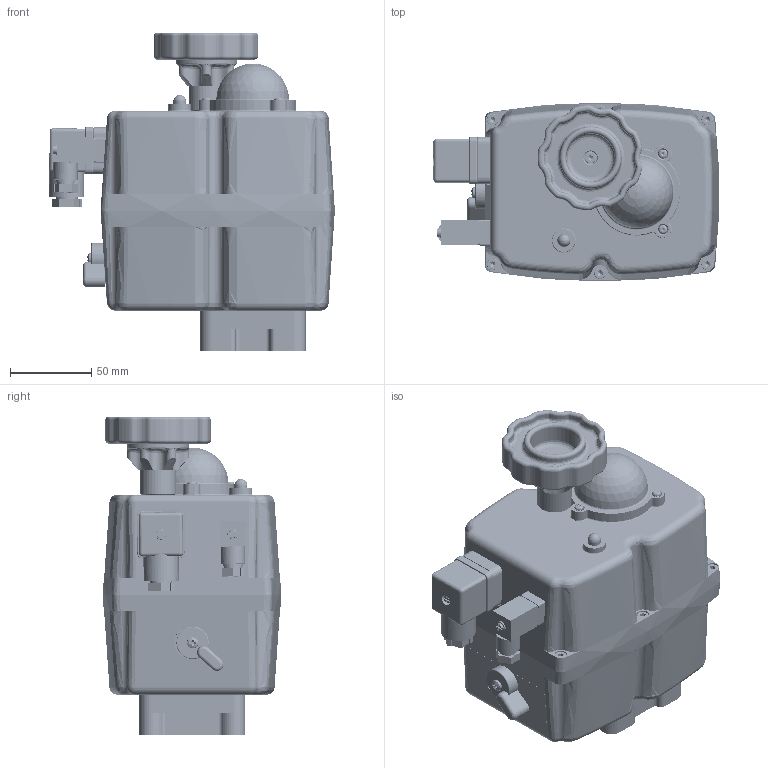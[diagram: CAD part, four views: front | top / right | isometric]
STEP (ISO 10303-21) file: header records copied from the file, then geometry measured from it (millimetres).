
FILE_DESCRIPTION((''),'2;1');
FILE_NAME('J3C_55 CUPULA.stp','2011-10-07T13:28:20',(''),(''),'Mechanical Desktop 2008','Mechanical Desktop 2008',', , ');
FILE_SCHEMA(('CONFIG_CONTROL_DESIGN'));
Length unit declared in the file: millimetre
Products named in the file (47): J3_55 CUPULA; TUERCA M-4; DESEMBRAGUE EXT 020; TORNILLO DIN7505B 4X16 TIRAFONDOS; TAPA J3 AM CUPULA-3-1_1; CLAVIJA GRAND; CLAVIJA PETITA; CONECTOR GRAN JUNT; RÁCORD D10,5; ARANDELA D10XD13; JUNTA D6,5X13X5; JUNTA CUADRADA 40; ENCHUFE GRANDE; TORNILLO M3X29; CUERPO~2; CONECTOR PETIT JUNT; RÁCORD D7,5; ARANDELA D7,5XD11; JUNTA D6XD11X4; JUNTA 15X15X1; TORNILLO M3X25; CUERPO PEQUEÑO; ENCHUFE PEQUEÑO; CUPULA DEF 3D; TORNILLO TT85T 3X6; TORNILLO BROCHADO DE CABEZA DE BOTÓN HEXAGONAL HUECA - MÉTRICO - ANSI B18.3.4M - M3 X 0.5 X 6; ~DIBUJO1; ~TORNILLO BROCHADO DE CABEZA DE BOTÓN HEXAGONAL HUECA - MÉTRICO - ANSI B18.3.4M - M3 X 0.5 X 6; ~~DIBUJO1; ~~TORNILLO BROCHADO DE CABEZA DE BOTÓN HEXAGONAL HUECA - MÉTRICO - ANSI B18.3.4M - M3 X 0.5 X 6; ULL DE BOU; VOLANTE J 55; TORNILLO 912 M-4X20; TORNILLO 912 M-4X12; ~TORNILLO 912 M-4X12; ~~TORNILLO 912 M-4X12; ~~~TORNILLO 912 M-4X12; ~~~~TORNILLO 912 M-4X12; ~~~~~TORNILLO 912 M-4X12; CARTER J355 ...
Assembly tree (53 placements, depth 3):
  J3_55 CUPULA
    TUERCA M-4  x6
    DESEMBRAGUE EXT 020
    TORNILLO DIN7505B 4X16 TIRAFONDOS
    TAPA J3 AM CUPULA-3-1_1
    CLAVIJA GRAND
    CLAVIJA PETITA
    CONECTOR GRAN JUNT
      RÁCORD D10,5
      ARANDELA D10XD13
      JUNTA D6,5X13X5
      JUNTA CUADRADA 40
      ENCHUFE GRANDE
      TORNILLO M3X29
      CUERPO~2
    CONECTOR PETIT JUNT
      RÁCORD D7,5
      ARANDELA D7,5XD11
      JUNTA D6XD11X4
      JUNTA 15X15X1
      TORNILLO M3X25
      CUERPO PEQUEÑO
      ENCHUFE PEQUEÑO
    CUPULA DEF 3D
    TORNILLO TT85T 3X6
    TORNILLO BROCHADO DE CABEZA DE BOTÓN HEXAGONAL HUECA - MÉTRICO - ANSI B18.3.4M - M3 X 0.5 X 6
    ~DIBUJO1
    ~TORNILLO BROCHADO DE CABEZA DE BOTÓN HEXAGONAL HUECA - MÉTRICO - ANSI B18.3.4M - M3 X 0.5 X 6
    ~~DIBUJO1
    ~~TORNILLO BROCHADO DE CABEZA DE BOTÓN HEXAGONAL HUECA - MÉTRICO - ANSI B18.3.4M - M3 X 0.5 X 6
    ULL DE BOU
    VOLANTE J 55
    TORNILLO 912 M-4X20
    TORNILLO 912 M-4X12
    ~TORNILLO 912 M-4X12
    ~~TORNILLO 912 M-4X12
    ~~~TORNILLO 912 M-4X12
    ~~~~TORNILLO 912 M-4X12
    ~~~~~TORNILLO 912 M-4X12
    CARTER J355
    BRIDA J 55
    SALIDA J 55 3D.CEGADWG
    LLEVA INDICADORE CUPULA
    ~BARRETA CUPULA  x3
    BARRETA CUPULA
    RM_SDB
    A$C34301483
Bounding box: 175.85 x 110 x 196 mm (x, y, z)
Volume: 506740.6 mm3; surface area: 270223 mm2
Topology: 51 solids, 51 shells, 3996 faces, 9607 edges, 5752 vertices
Faces by surface type: cylinder 1113, cone 1074, plane 1017, torus 403, bspline 291, sphere 98
Entity records: 139996 total; most frequent: CARTESIAN_POINT 53175, DIRECTION 19403, ORIENTED_EDGE 17368, EDGE_CURVE 8684, AXIS2_PLACEMENT_3D 7807, VERTEX_POINT 5265, CIRCLE 4347, EDGE_LOOP 3961
